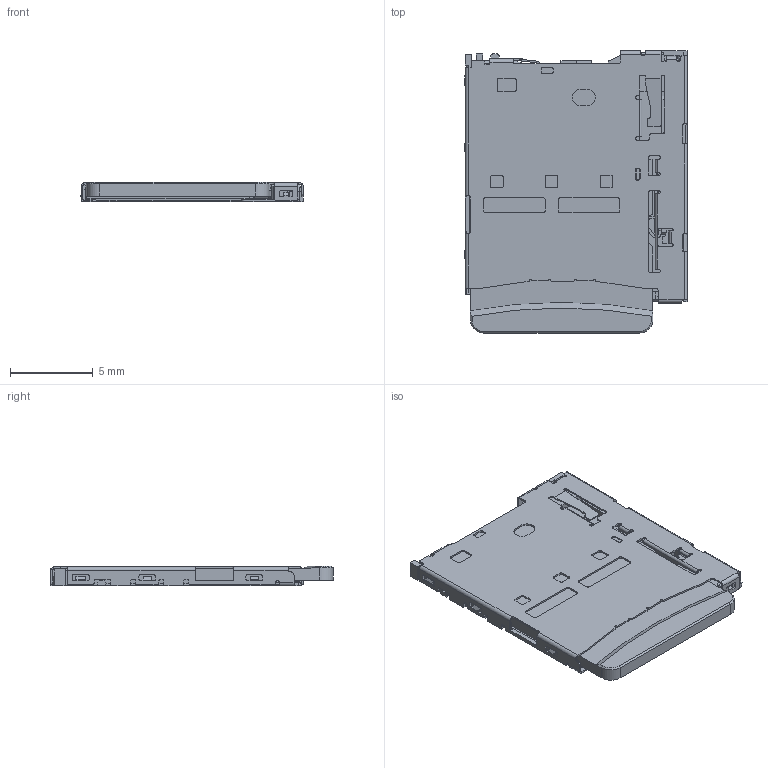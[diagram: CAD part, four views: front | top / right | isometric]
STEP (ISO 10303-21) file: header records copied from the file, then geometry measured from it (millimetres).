
FILE_DESCRIPTION(('Creo Elements/Direct Modeling STEP Export'),'2;1');
FILE_NAME('DM3NW-SF-PEJ(800).stp','2017-01-25T15:28:56',(''),(''),'PTC Creo Elements/Direct Modeling STEP processor for AP214 (Solid Model)','PTC Creo Elements/Direct Modeling 19.0C 15-Aug-2015 (C) Parametric Technology GmbH','');
FILE_SCHEMA(('AUTOMOTIVE_DESIGN { 1 0 10303 214 1 1 1 1 }'));
Length unit declared in the file: millimetre
Products named in the file (2): DM3NW-SF-PEJ_800
Assembly tree (1 placements, depth 2):
  DM3NW-SF-PEJ_800
    DM3NW-SF-PEJ_800
Bounding box: 13.43 x 17 x 1.2 mm (x, y, z)
Volume: 179.5 mm3; surface area: 861.6 mm2
Topology: 1 solids, 5 shells, 1476 faces, 4300 edges, 2796 vertices
Faces by surface type: plane 1055, cylinder 401, torus 14, cone 6
Entity records: 60479 total; most frequent: CARTESIAN_POINT 9002, ORIENTED_EDGE 8598, DIRECTION 7925, EDGE_CURVE 4299, VECTOR 3435, LINE 3435, VERTEX_POINT 2796, AXIS2_PLACEMENT_3D 2245
